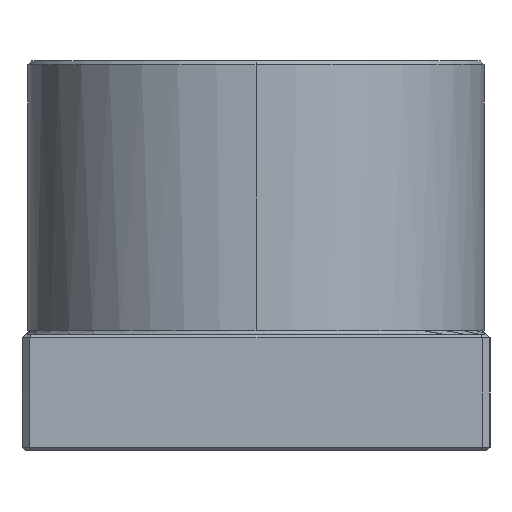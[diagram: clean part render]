
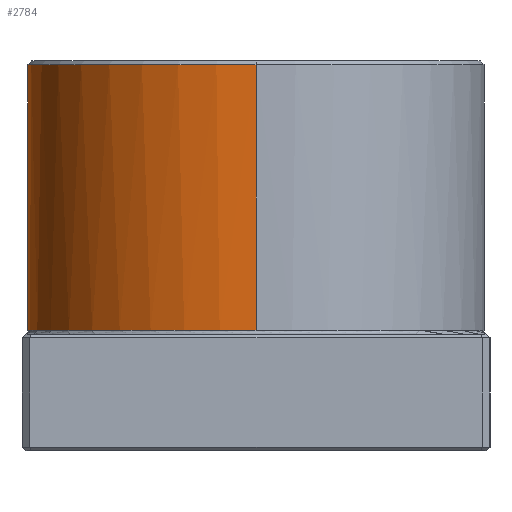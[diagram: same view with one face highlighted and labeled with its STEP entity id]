
A CAD part, left-side view. The second image highlights one B-rep face of the part: STEP entity #2784.
In plain terms, the highlighted cylindrical face has radius 58.5 mm (diameter 117 mm), a partial arc.
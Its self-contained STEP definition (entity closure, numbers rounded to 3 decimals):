
#48 = LINE ( 'NONE', #1268, #3110 ) ;
#76 = ORIENTED_EDGE ( 'NONE', *, *, #192, .T. ) ;
#136 = EDGE_CURVE ( 'NONE', #2286, #2983, #3050, .T. ) ;
#160 = CIRCLE ( 'NONE', #2174, 58.5 ) ;
#192 = EDGE_CURVE ( 'NONE', #1127, #1595, #2122, .T. ) ;
#227 = EDGE_CURVE ( 'NONE', #2983, #1127, #1383, .T. ) ;
#283 = AXIS2_PLACEMENT_3D ( 'NONE', #2533, #644, #2758 ) ;
#644 = DIRECTION ( 'NONE',  ( 0., 0., -1. ) ) ;
#710 = CARTESIAN_POINT ( 'NONE',  ( -58.5, 0., 31. ) ) ;
#910 = CARTESIAN_POINT ( 'NONE',  ( -58.5, 0., 99. ) ) ;
#975 = CARTESIAN_POINT ( 'NONE',  ( 58.5, 0., 99. ) ) ;
#1041 = ORIENTED_EDGE ( 'NONE', *, *, #2140, .T. ) ;
#1127 = VERTEX_POINT ( 'NONE', #1733 ) ;
#1152 = ORIENTED_EDGE ( 'NONE', *, *, #1918, .F. ) ;
#1268 = CARTESIAN_POINT ( 'NONE',  ( -58.5, 0., 100. ) ) ;
#1383 = CIRCLE ( 'NONE', #1478, 58.5 ) ;
#1392 = CARTESIAN_POINT ( 'NONE',  ( 0., 0., 99. ) ) ;
#1478 = AXIS2_PLACEMENT_3D ( 'NONE', #1587, #1578, #1557 ) ;
#1493 = ORIENTED_EDGE ( 'NONE', *, *, #2454, .T. ) ;
#1500 = VERTEX_POINT ( 'NONE', #710 ) ;
#1557 = DIRECTION ( 'NONE',  ( 1., 0., 0. ) ) ;
#1578 = DIRECTION ( 'NONE',  ( 0., 0., 1. ) ) ;
#1587 = CARTESIAN_POINT ( 'NONE',  ( 0., 0., 31. ) ) ;
#1595 = VERTEX_POINT ( 'NONE', #1862 ) ;
#1638 = FACE_OUTER_BOUND ( 'NONE', #2133, .T. ) ;
#1655 = CARTESIAN_POINT ( 'NONE',  ( 58.5, 0., 31. ) ) ;
#1721 = ORIENTED_EDGE ( 'NONE', *, *, #227, .T. ) ;
#1733 = CARTESIAN_POINT ( 'NONE',  ( 7.568, 58.008, 31. ) ) ;
#1862 = CARTESIAN_POINT ( 'NONE',  ( -7.568, 58.008, 31. ) ) ;
#1877 = DIRECTION ( 'NONE',  ( 0., 0., -1. ) ) ;
#1918 = EDGE_CURVE ( 'NONE', #2242, #1500, #48, .T. ) ;
#2122 = B_SPLINE_CURVE_WITH_KNOTS ( 'NONE', 3,
 ( #2310, #2319, #2328, #2288, #2266, #2255, #2247, #2239, #2210, #2208 ),
 .UNSPECIFIED., .F., .F.,
 ( 4, 2, 2, 2, 4 ),
 ( 0., 0.004, 0.008, 0.011, 0.015 ),
 .UNSPECIFIED. ) ;
#2133 = EDGE_LOOP ( 'NONE', ( #1041, #2322, #1721, #76, #1493, #1152 ) ) ;
#2140 = EDGE_CURVE ( 'NONE', #2242, #2286, #160, .T. ) ;
#2174 = AXIS2_PLACEMENT_3D ( 'NONE', #1392, #1877, #2424 ) ;
#2184 = DIRECTION ( 'NONE',  ( 0., 0., -1. ) ) ;
#2208 = CARTESIAN_POINT ( 'NONE',  ( -7.568, 58.008, 31. ) ) ;
#2210 = CARTESIAN_POINT ( 'NONE',  ( -6.311, 58.172, 31. ) ) ;
#2239 = CARTESIAN_POINT ( 'NONE',  ( -5.049, 58.295, 30.961 ) ) ;
#2242 = VERTEX_POINT ( 'NONE', #910 ) ;
#2247 = CARTESIAN_POINT ( 'NONE',  ( -2.521, 58.459, 30.893 ) ) ;
#2255 = CARTESIAN_POINT ( 'NONE',  ( -1.254, 58.5, 30.866 ) ) ;
#2266 = CARTESIAN_POINT ( 'NONE',  ( 1.273, 58.5, 30.866 ) ) ;
#2272 = AXIS2_PLACEMENT_3D ( 'NONE', #2866, #2885, #2900 ) ;
#2286 = VERTEX_POINT ( 'NONE', #975 ) ;
#2288 = CARTESIAN_POINT ( 'NONE',  ( 2.534, 58.459, 30.893 ) ) ;
#2310 = CARTESIAN_POINT ( 'NONE',  ( 7.568, 58.008, 31. ) ) ;
#2319 = CARTESIAN_POINT ( 'NONE',  ( 6.312, 58.172, 31. ) ) ;
#2322 = ORIENTED_EDGE ( 'NONE', *, *, #136, .T. ) ;
#2328 = CARTESIAN_POINT ( 'NONE',  ( 5.054, 58.295, 30.961 ) ) ;
#2424 = DIRECTION ( 'NONE',  ( 1., 0., 0. ) ) ;
#2454 = EDGE_CURVE ( 'NONE', #1595, #1500, #3103, .T. ) ;
#2533 = CARTESIAN_POINT ( 'NONE',  ( 0., 0., 100. ) ) ;
#2591 = VECTOR ( 'NONE', #2883, 1000. ) ;
#2757 = CYLINDRICAL_SURFACE ( 'NONE', #283, 58.5 ) ;
#2758 = DIRECTION ( 'NONE',  ( -1., 0., 0. ) ) ;
#2784 = ADVANCED_FACE ( 'NONE', ( #1638 ), #2757, .T. ) ;
#2866 = CARTESIAN_POINT ( 'NONE',  ( 0., 0., 31. ) ) ;
#2883 = DIRECTION ( 'NONE',  ( 0., 0., -1. ) ) ;
#2885 = DIRECTION ( 'NONE',  ( 0., 0., 1. ) ) ;
#2900 = DIRECTION ( 'NONE',  ( 1., 0., 0. ) ) ;
#2951 = CARTESIAN_POINT ( 'NONE',  ( 58.5, 0., 100. ) ) ;
#2983 = VERTEX_POINT ( 'NONE', #1655 ) ;
#3050 = LINE ( 'NONE', #2951, #2591 ) ;
#3103 = CIRCLE ( 'NONE', #2272, 58.5 ) ;
#3110 = VECTOR ( 'NONE', #2184, 1000. ) ;
